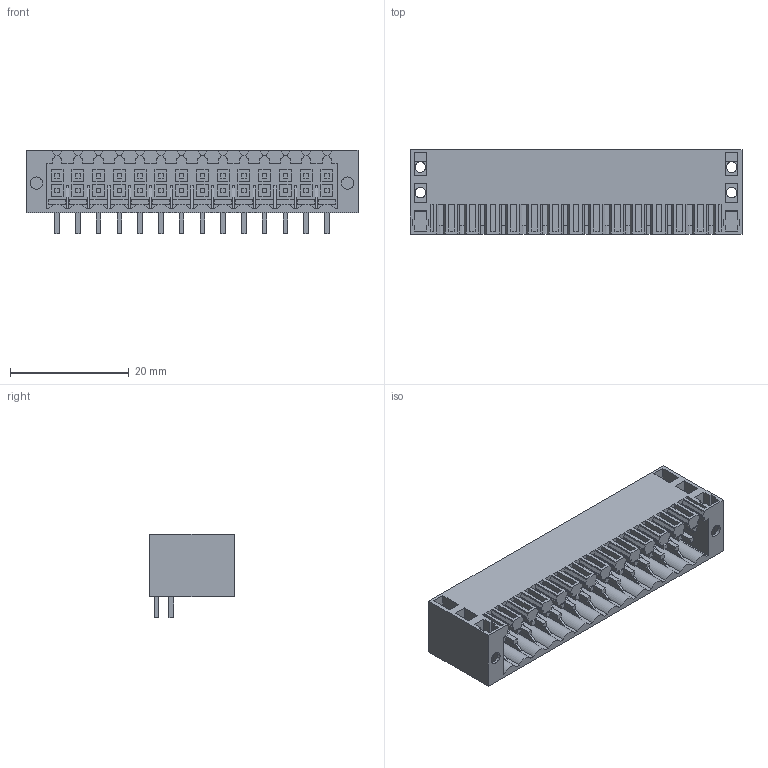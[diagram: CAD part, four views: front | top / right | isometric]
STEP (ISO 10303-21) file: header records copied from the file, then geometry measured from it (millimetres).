
FILE_DESCRIPTION(('CATIA V5 STEP Exchange','CAx-IF Rec.Pracs.--- Model Styling and Organization---1.4--- 2014-01-23'),'2;1');
FILE_NAME ('D1463255_1_2559460000_2559460000.stp','2020-12-15T12:39:48+00:00',('none'),('Weidmueller'),'CATIA Version 5-6 Release 2016 SP3 HF44','CATIA V5 STEP AP214','none');
FILE_SCHEMA(('AUTOMOTIVE_DESIGN { 1 0 10303 214 1 1 1 1 }'));
Length unit declared in the file: millimetre
Products named in the file (1): 2559460000
Bounding box: 56 x 14.2 x 14 mm (x, y, z)
Volume: 3907.1 mm3; surface area: 8657.3 mm2
Topology: 57 solids, 57 shells, 1468 faces, 3878 edges, 2582 vertices
Faces by surface type: plane 1424, cylinder 44
Entity records: 40440 total; most frequent: ORIENTED_EDGE 7750, CARTESIAN_POINT 7515, DIRECTION 5038, EDGE_CURVE 3875, VECTOR 3772, LINE 3772, VERTEX_POINT 2580, EDGE_LOOP 1549
